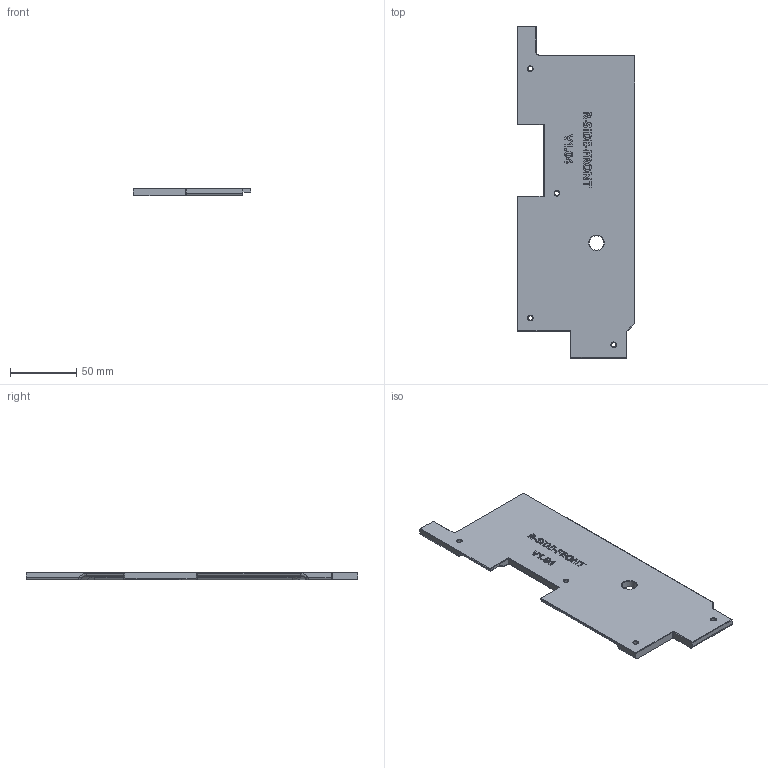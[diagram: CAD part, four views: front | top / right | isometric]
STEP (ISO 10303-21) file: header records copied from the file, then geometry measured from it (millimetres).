
FILE_DESCRIPTION(/* description */ (''),/* implementation_level */ '2;1');
FILE_NAME(/* name */ 'R-SIDE-FRONT v1.step',/* time_stamp */ '2024-08-19T20:38:18-05:00',/* author */ (''),/* organization */ (''),/* preprocessor_version */ 'ST-DEVELOPER v20',/* originating_system */ 'Autodesk Translation Framework v13.14.0.145',/* authorisation */ '');
FILE_SCHEMA (('AUTOMOTIVE_DESIGN { 1 0 10303 214 3 1 1 }'));
Length unit declared in the file: millimetre
Products named in the file (1): R-SIDE-FRONT
Bounding box: 89 x 251 x 6 mm (x, y, z)
Volume: 76320.2 mm3; surface area: 42152.9 mm2
Topology: 1 solids, 1 shells, 413 faces, 1037 edges, 656 vertices
Faces by surface type: plane 177, bspline 108, cylinder 64, torus 32, cone 17, sphere 15
Full cylindrical faces by diameter (mm): 3.4 x4, 6.3 x2, 7 x4, 11 x1
Entity records: 13356 total; most frequent: CARTESIAN_POINT 3958, ORIENTED_EDGE 2074, DIRECTION 1678, EDGE_CURVE 1037, VERTEX_POINT 656, LINE 614, VECTOR 614, AXIS2_PLACEMENT_3D 532
